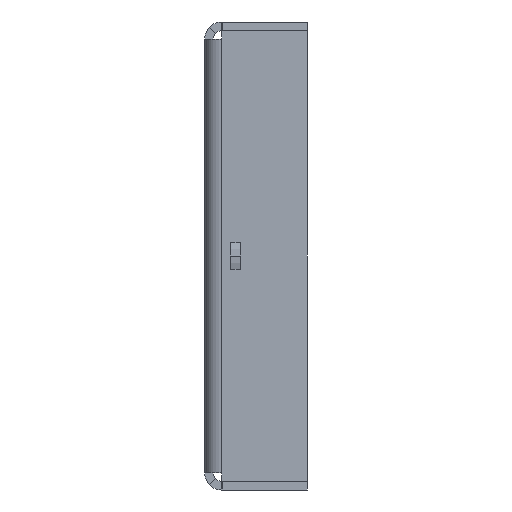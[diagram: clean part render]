
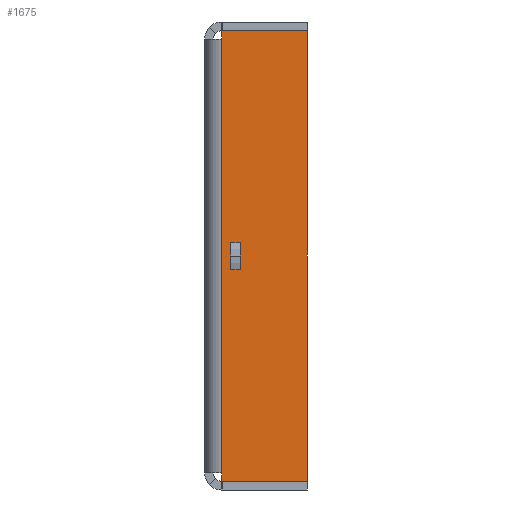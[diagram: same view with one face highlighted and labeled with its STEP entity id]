
A CAD part, left-side view. The second image highlights one B-rep face of the part: STEP entity #1675.
In plain terms, the highlighted planar face has unit normal (-1, 0, 0).
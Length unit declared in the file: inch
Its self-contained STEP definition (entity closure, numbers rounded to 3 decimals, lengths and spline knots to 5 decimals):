
#437=DIRECTION('',(0.,0.,1.));
#438=VECTOR('',#437,2.434);
#439=CARTESIAN_POINT('',(-1.313,0.048,-1.217));
#440=LINE('',#439,#438);
#450=DIRECTION('',(0.,0.,1.));
#451=VECTOR('',#450,0.048);
#452=CARTESIAN_POINT('',(-1.313,0.048,-1.265));
#453=LINE('',#452,#451);
#454=DIRECTION('',(0.,-1.,0.));
#455=VECTOR('',#454,0.479);
#456=CARTESIAN_POINT('',(-1.313,0.527,-1.265));
#457=LINE('',#456,#455);
#458=DIRECTION('',(0.,0.,-1.));
#459=VECTOR('',#458,2.53);
#460=CARTESIAN_POINT('',(-1.313,0.527,1.265));
#461=LINE('',#460,#459);
#462=DIRECTION('',(0.,1.,0.));
#463=VECTOR('',#462,0.479);
#464=CARTESIAN_POINT('',(-1.313,0.048,1.265));
#465=LINE('',#464,#463);
#466=DIRECTION('',(0.,0.,-1.));
#467=VECTOR('',#466,0.048);
#468=CARTESIAN_POINT('',(-1.313,0.048,1.265));
#469=LINE('',#468,#467);
#470=DIRECTION('',(0.,1.,0.));
#471=VECTOR('',#470,0.055);
#472=CARTESIAN_POINT('',(-1.313,0.097,0.075));
#473=LINE('',#472,#471);
#474=DIRECTION('',(0.,0.,-1.));
#475=VECTOR('',#474,0.15);
#476=CARTESIAN_POINT('',(-1.313,0.152,0.075));
#477=LINE('',#476,#475);
#478=DIRECTION('',(0.,1.,0.));
#479=VECTOR('',#478,0.055);
#480=CARTESIAN_POINT('',(-1.313,0.097,-0.075));
#481=LINE('',#480,#479);
#482=DIRECTION('',(0.,0.,1.));
#483=VECTOR('',#482,0.15);
#484=CARTESIAN_POINT('',(-1.313,0.097,-0.075));
#485=LINE('',#484,#483);
#862=CARTESIAN_POINT('',(-1.313,0.527,1.265));
#863=CARTESIAN_POINT('',(-1.313,0.527,-1.265));
#864=VERTEX_POINT('',#862);
#865=VERTEX_POINT('',#863);
#1034=CARTESIAN_POINT('',(-1.313,0.048,-1.265));
#1035=CARTESIAN_POINT('',(-1.313,0.048,-1.217));
#1036=VERTEX_POINT('',#1034);
#1037=VERTEX_POINT('',#1035);
#1038=CARTESIAN_POINT('',(-1.313,0.048,1.265));
#1039=CARTESIAN_POINT('',(-1.313,0.048,1.217));
#1040=VERTEX_POINT('',#1038);
#1041=VERTEX_POINT('',#1039);
#1082=CARTESIAN_POINT('',(-1.313,0.097,0.075));
#1083=CARTESIAN_POINT('',(-1.313,0.152,0.075));
#1084=VERTEX_POINT('',#1082);
#1085=VERTEX_POINT('',#1083);
#1086=CARTESIAN_POINT('',(-1.313,0.152,-0.075));
#1087=VERTEX_POINT('',#1086);
#1088=CARTESIAN_POINT('',(-1.313,0.097,-0.075));
#1089=VERTEX_POINT('',#1088);
#1647=CARTESIAN_POINT('',(-1.313,0.,-0.66387));
#1648=DIRECTION('',(-1.,0.,0.));
#1649=DIRECTION('',(0.,0.,1.));
#1650=AXIS2_PLACEMENT_3D('',#1647,#1648,#1649);
#1651=PLANE('',#1650);
#1653=ORIENTED_EDGE('',*,*,#1652,.F.);
#1655=ORIENTED_EDGE('',*,*,#1654,.F.);
#1657=ORIENTED_EDGE('',*,*,#1656,.F.);
#1659=ORIENTED_EDGE('',*,*,#1658,.F.);
#1661=ORIENTED_EDGE('',*,*,#1660,.T.);
#1662=ORIENTED_EDGE('',*,*,#1640,.F.);
#1663=EDGE_LOOP('',(#1653,#1655,#1657,#1659,#1661,#1662));
#1664=FACE_OUTER_BOUND('',#1663,.F.);
#1666=ORIENTED_EDGE('',*,*,#1665,.T.);
#1668=ORIENTED_EDGE('',*,*,#1667,.T.);
#1670=ORIENTED_EDGE('',*,*,#1669,.F.);
#1672=ORIENTED_EDGE('',*,*,#1671,.T.);
#1673=EDGE_LOOP('',(#1666,#1668,#1670,#1672));
#1674=FACE_BOUND('',#1673,.F.);
#1675=ADVANCED_FACE('',(#1664,#1674),#1651,.T.);
#1640=EDGE_CURVE('',#1037,#1041,#440,.T.);
#1652=EDGE_CURVE('',#1036,#1037,#453,.T.);
#1654=EDGE_CURVE('',#865,#1036,#457,.T.);
#1656=EDGE_CURVE('',#864,#865,#461,.T.);
#1658=EDGE_CURVE('',#1040,#864,#465,.T.);
#1660=EDGE_CURVE('',#1040,#1041,#469,.T.);
#1665=EDGE_CURVE('',#1084,#1085,#473,.T.);
#1667=EDGE_CURVE('',#1085,#1087,#477,.T.);
#1669=EDGE_CURVE('',#1089,#1087,#481,.T.);
#1671=EDGE_CURVE('',#1089,#1084,#485,.T.);
